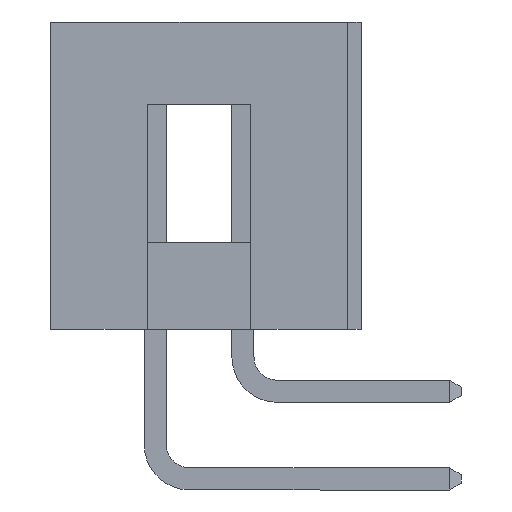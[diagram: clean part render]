
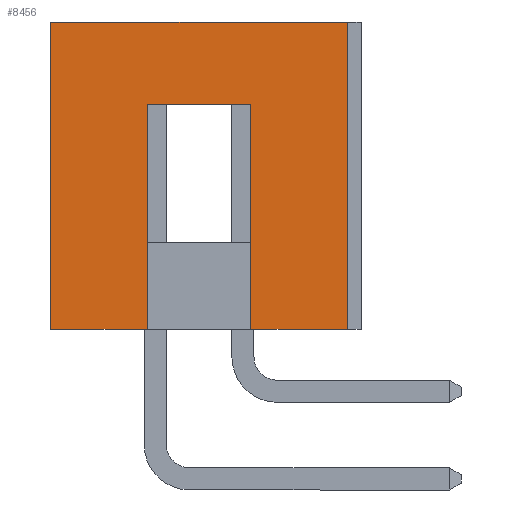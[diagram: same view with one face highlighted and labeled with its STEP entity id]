
A CAD part, left-side view. The second image highlights one B-rep face of the part: STEP entity #8456.
In plain terms, the highlighted planar face has unit normal (-1, 0, 0).
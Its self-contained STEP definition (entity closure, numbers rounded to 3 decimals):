
#19 = ORIENTED_EDGE ( 'NONE', *, *, #4464, .F. ) ;
#266 = ORIENTED_EDGE ( 'NONE', *, *, #1242, .F. ) ;
#284 = CARTESIAN_POINT ( 'NONE',  ( 0., 8.6, 8.9 ) ) ;
#481 = ORIENTED_EDGE ( 'NONE', *, *, #8691, .T. ) ;
#677 = CARTESIAN_POINT ( 'NONE',  ( 0., 0., 8.9 ) ) ;
#757 = DIRECTION ( 'NONE',  ( 0., 0., -1. ) ) ;
#777 = CARTESIAN_POINT ( 'NONE',  ( 0., 0., 8.9 ) ) ;
#1204 = LINE ( 'NONE', #4334, #3145 ) ;
#1242 = EDGE_CURVE ( 'NONE', #7535, #9442, #1416, .T. ) ;
#1276 = CARTESIAN_POINT ( 'NONE',  ( 0., 8.6, 8.9 ) ) ;
#1289 = CARTESIAN_POINT ( 'NONE',  ( 0., 5.8, 0. ) ) ;
#1416 = LINE ( 'NONE', #8532, #5745 ) ;
#1554 = DIRECTION ( 'NONE',  ( 0., 0., -1. ) ) ;
#1644 = FACE_OUTER_BOUND ( 'NONE', #4602, .T. ) ;
#1812 = VERTEX_POINT ( 'NONE', #8381 ) ;
#1857 = LINE ( 'NONE', #10031, #10266 ) ;
#1901 = CARTESIAN_POINT ( 'NONE',  ( 0., 0., 8.9 ) ) ;
#1988 = DIRECTION ( 'NONE',  ( 0., 0., -1. ) ) ;
#2094 = LINE ( 'NONE', #677, #8337 ) ;
#2243 = ORIENTED_EDGE ( 'NONE', *, *, #6037, .F. ) ;
#2377 = ORIENTED_EDGE ( 'NONE', *, *, #2995, .F. ) ;
#2514 = CARTESIAN_POINT ( 'NONE',  ( 0., 0., 8.9 ) ) ;
#2692 = VERTEX_POINT ( 'NONE', #2514 ) ;
#2737 = DIRECTION ( 'NONE',  ( 0., 1., 0. ) ) ;
#2995 = EDGE_CURVE ( 'NONE', #2692, #7535, #2094, .T. ) ;
#3087 = CARTESIAN_POINT ( 'NONE',  ( 0., 2.8, 6.5 ) ) ;
#3145 = VECTOR ( 'NONE', #8379, 1000. ) ;
#3202 = LINE ( 'NONE', #4431, #5346 ) ;
#3368 = EDGE_CURVE ( 'NONE', #9471, #10591, #10093, .T. ) ;
#3542 = VERTEX_POINT ( 'NONE', #3087 ) ;
#3670 = DIRECTION ( 'NONE',  ( 0., 1., 0. ) ) ;
#4115 = DIRECTION ( 'NONE',  ( 0., 0., 1. ) ) ;
#4334 = CARTESIAN_POINT ( 'NONE',  ( 0., 2.8, 6.5 ) ) ;
#4431 = CARTESIAN_POINT ( 'NONE',  ( 0., 0., 0. ) ) ;
#4464 = EDGE_CURVE ( 'NONE', #8850, #10591, #3202, .T. ) ;
#4602 = EDGE_LOOP ( 'NONE', ( #10105, #266, #2377, #481, #9381, #19, #6232, #2243 ) ) ;
#4822 = CARTESIAN_POINT ( 'NONE',  ( 0., 5.8, 6.5 ) ) ;
#5143 = DIRECTION ( 'NONE',  ( 0., 0., -1. ) ) ;
#5346 = VECTOR ( 'NONE', #9318, 1000. ) ;
#5473 = EDGE_CURVE ( 'NONE', #3542, #9442, #1857, .T. ) ;
#5745 = VECTOR ( 'NONE', #3670, 1000. ) ;
#5770 = VECTOR ( 'NONE', #1988, 1000. ) ;
#6037 = EDGE_CURVE ( 'NONE', #3542, #1812, #1204, .T. ) ;
#6224 = LINE ( 'NONE', #1901, #10297 ) ;
#6232 = ORIENTED_EDGE ( 'NONE', *, *, #10265, .F. ) ;
#6371 = CARTESIAN_POINT ( 'NONE',  ( 0., 8.6, 0. ) ) ;
#6680 = AXIS2_PLACEMENT_3D ( 'NONE', #777, #8959, #4115 ) ;
#7535 = VERTEX_POINT ( 'NONE', #9614 ) ;
#8153 = PLANE ( 'NONE',  #6680 ) ;
#8337 = VECTOR ( 'NONE', #757, 1000. ) ;
#8379 = DIRECTION ( 'NONE',  ( 0., 1., 0. ) ) ;
#8381 = CARTESIAN_POINT ( 'NONE',  ( 0., 5.8, 6.5 ) ) ;
#8456 = ADVANCED_FACE ( 'NONE', ( #1644 ), #8153, .T. ) ;
#8532 = CARTESIAN_POINT ( 'NONE',  ( 0., 0., 0. ) ) ;
#8548 = LINE ( 'NONE', #4822, #10476 ) ;
#8578 = CARTESIAN_POINT ( 'NONE',  ( 0., 2.8, 0. ) ) ;
#8691 = EDGE_CURVE ( 'NONE', #2692, #9471, #6224, .T. ) ;
#8850 = VERTEX_POINT ( 'NONE', #1289 ) ;
#8959 = DIRECTION ( 'NONE',  ( -1., 0., 0. ) ) ;
#9318 = DIRECTION ( 'NONE',  ( 0., 1., 0. ) ) ;
#9381 = ORIENTED_EDGE ( 'NONE', *, *, #3368, .T. ) ;
#9442 = VERTEX_POINT ( 'NONE', #8578 ) ;
#9471 = VERTEX_POINT ( 'NONE', #1276 ) ;
#9614 = CARTESIAN_POINT ( 'NONE',  ( 0., 0., 0. ) ) ;
#10031 = CARTESIAN_POINT ( 'NONE',  ( 0., 2.8, 6.5 ) ) ;
#10093 = LINE ( 'NONE', #284, #5770 ) ;
#10105 = ORIENTED_EDGE ( 'NONE', *, *, #5473, .T. ) ;
#10265 = EDGE_CURVE ( 'NONE', #1812, #8850, #8548, .T. ) ;
#10266 = VECTOR ( 'NONE', #5143, 1000. ) ;
#10297 = VECTOR ( 'NONE', #2737, 1000. ) ;
#10476 = VECTOR ( 'NONE', #1554, 1000. ) ;
#10591 = VERTEX_POINT ( 'NONE', #6371 ) ;
